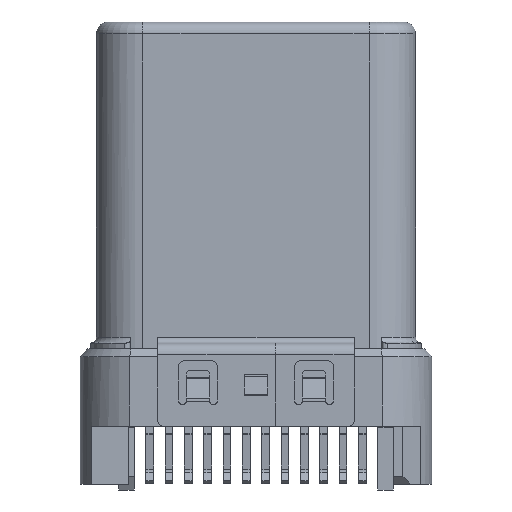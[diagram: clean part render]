
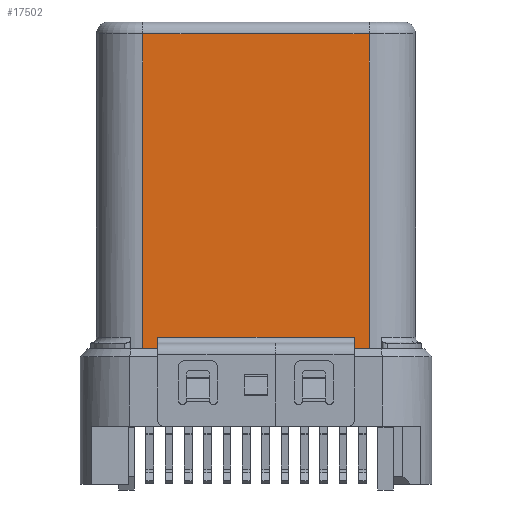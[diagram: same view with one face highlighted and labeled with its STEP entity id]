
A CAD part, front view. The second image highlights one B-rep face of the part: STEP entity #17502.
In plain terms, the highlighted planar face has unit normal (0, -1, 0).
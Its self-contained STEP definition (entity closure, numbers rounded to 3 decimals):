
#1443=DIRECTION('',(0.,0.,-1.));
#1444=VECTOR('',#1443,1.6);
#1445=CARTESIAN_POINT('',(-2.925,-1.2,-0.3));
#1446=LINE('11151',#1445,#1444);
#1447=DIRECTION('',(0.,0.,-1.));
#1448=VECTOR('',#1447,6.55);
#1449=CARTESIAN_POINT('',(-2.925,-1.2,-1.9));
#1450=LINE('11152',#1449,#1448);
#1467=DIRECTION('',(-1.,0.,0.));
#1468=VECTOR('',#1467,5.85);
#1469=CARTESIAN_POINT('',(2.925,-1.2,-8.45));
#1470=LINE('11165',#1469,#1468);
#1471=DIRECTION('',(0.,0.,1.));
#1472=VECTOR('',#1471,0.26);
#1473=CARTESIAN_POINT('',(2.54,-1.2,-8.41));
#1474=LINE('11171',#1473,#1472);
#1483=DIRECTION('',(0.,0.,1.));
#1484=VECTOR('',#1483,6.55);
#1485=CARTESIAN_POINT('',(2.925,-1.2,-8.45));
#1486=LINE('11164',#1485,#1484);
#1487=DIRECTION('',(0.,0.,1.));
#1488=VECTOR('',#1487,1.6);
#1489=CARTESIAN_POINT('',(2.925,-1.2,-1.9));
#1490=LINE('11163',#1489,#1488);
#1561=DIRECTION('',(-1.,0.,0.));
#1562=VECTOR('',#1561,5.08);
#1563=CARTESIAN_POINT('',(2.54,-1.2,-8.41));
#1564=LINE('11170',#1563,#1562);
#1569=DIRECTION('',(0.,0.,1.));
#1570=VECTOR('',#1569,0.26);
#1571=CARTESIAN_POINT('',(-2.54,-1.2,-8.41));
#1572=LINE('11169',#1571,#1570);
#1593=DIRECTION('',(1.,0.,0.));
#1594=VECTOR('',#1593,5.08);
#1595=CARTESIAN_POINT('',(-2.54,-1.2,-8.15));
#1596=LINE('11168',#1595,#1594);
#7835=DIRECTION('',(-1.,0.,0.));
#7836=VECTOR('',#7835,2.425);
#7837=CARTESIAN_POINT('',(2.925,-1.2,-0.3));
#7838=LINE('11167',#7837,#7836);
#7839=DIRECTION('',(-1.,0.,0.));
#7840=VECTOR('',#7839,3.425);
#7841=CARTESIAN_POINT('',(0.5,-1.2,-0.3));
#7842=LINE('11166',#7841,#7840);
#13423=CARTESIAN_POINT('',(2.925,-1.2,-0.3));
#13424=VERTEX_POINT('',#13423);
#13427=CARTESIAN_POINT('',(-2.925,-1.2,-0.3));
#13429=VERTEX_POINT('',#13427);
#13431=CARTESIAN_POINT('',(-2.925,-1.2,-1.9));
#13432=VERTEX_POINT('',#13431);
#13433=CARTESIAN_POINT('',(-2.925,-1.2,-8.45));
#13434=VERTEX_POINT('',#13433);
#13453=CARTESIAN_POINT('',(2.925,-1.2,-1.9));
#13454=VERTEX_POINT('',#13453);
#13455=CARTESIAN_POINT('',(2.925,-1.2,-8.45));
#13456=VERTEX_POINT('',#13455);
#13457=CARTESIAN_POINT('',(0.5,-1.2,-0.3));
#13458=VERTEX_POINT('',#13457);
#13459=CARTESIAN_POINT('',(-2.54,-1.2,-8.15));
#13460=CARTESIAN_POINT('',(2.54,-1.2,-8.15));
#13461=VERTEX_POINT('',#13459);
#13462=VERTEX_POINT('',#13460);
#13463=CARTESIAN_POINT('',(-2.54,-1.2,-8.41));
#13464=VERTEX_POINT('',#13463);
#13465=CARTESIAN_POINT('',(2.54,-1.2,-8.41));
#13466=VERTEX_POINT('',#13465);
#17473=CARTESIAN_POINT('',(-0.813,-1.2,-4.225));
#17474=DIRECTION('',(0.,1.,0.));
#17475=DIRECTION('',(-1.,0.,0.));
#17476=AXIS2_PLACEMENT_3D('',#17473,#17474,#17475);
#17477=PLANE('13966',#17476);
#17479=ORIENTED_EDGE('11163',*,*,#17478,.F.);
#17481=ORIENTED_EDGE('11164',*,*,#17480,.F.);
#17483=ORIENTED_EDGE('11165',*,*,#17482,.T.);
#17484=ORIENTED_EDGE('11152',*,*,#17444,.F.);
#17485=ORIENTED_EDGE('11151',*,*,#17442,.F.);
#17487=ORIENTED_EDGE('11166',*,*,#17486,.F.);
#17489=ORIENTED_EDGE('11167',*,*,#17488,.F.);
#17490=EDGE_LOOP('13966',(#17479,#17481,#17483,#17484,#17485,#17487,#17489));
#17491=FACE_OUTER_BOUND('13966',#17490,.F.);
#17493=ORIENTED_EDGE('11168',*,*,#17492,.F.);
#17495=ORIENTED_EDGE('11169',*,*,#17494,.F.);
#17497=ORIENTED_EDGE('11170',*,*,#17496,.F.);
#17499=ORIENTED_EDGE('11171',*,*,#17498,.T.);
#17500=EDGE_LOOP('13966',(#17493,#17495,#17497,#17499));
#17501=FACE_BOUND('13966',#17500,.F.);
#17442=EDGE_CURVE('11151',#13429,#13432,#1446,.T.);
#17444=EDGE_CURVE('11152',#13432,#13434,#1450,.T.);
#17478=EDGE_CURVE('11163',#13454,#13424,#1490,.T.);
#17480=EDGE_CURVE('11164',#13456,#13454,#1486,.T.);
#17482=EDGE_CURVE('11165',#13456,#13434,#1470,.T.);
#17486=EDGE_CURVE('11166',#13458,#13429,#7842,.T.);
#17488=EDGE_CURVE('11167',#13424,#13458,#7838,.T.);
#17492=EDGE_CURVE('11168',#13461,#13462,#1596,.T.);
#17494=EDGE_CURVE('11169',#13464,#13461,#1572,.T.);
#17496=EDGE_CURVE('11170',#13466,#13464,#1564,.T.);
#17498=EDGE_CURVE('11171',#13466,#13462,#1474,.T.);
#17502=ADVANCED_FACE('13966',(#17491,#17501),#17477,.F.);
